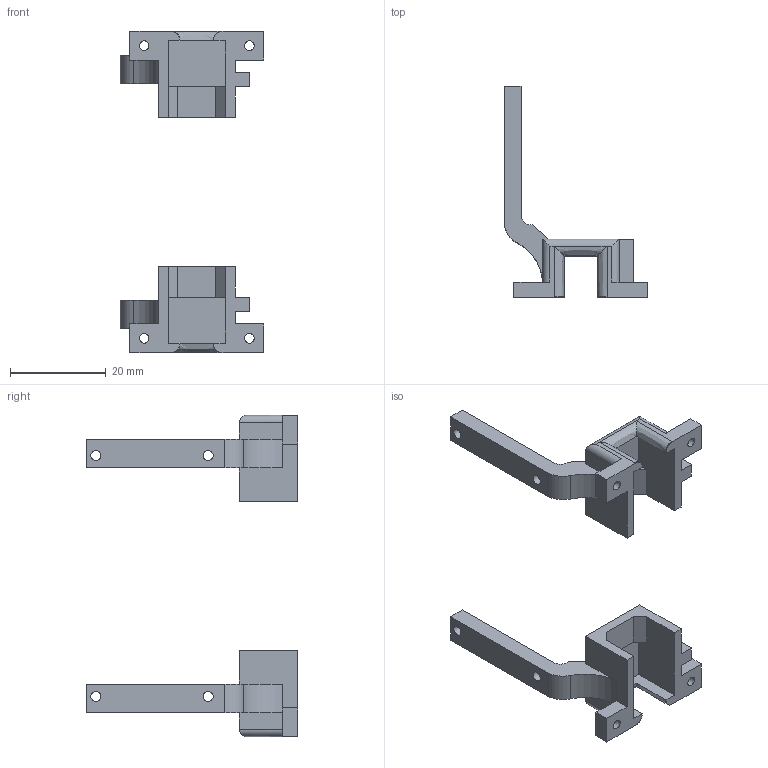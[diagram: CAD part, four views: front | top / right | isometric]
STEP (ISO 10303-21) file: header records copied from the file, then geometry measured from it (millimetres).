
FILE_DESCRIPTION(/* description */ (''),/* implementation_level */ '2;1');
FILE_NAME(/* name */ 'Motor holder V3 v38.step',/* time_stamp */ '2024-12-17T23:38:33+01:00',/* author */ (''),/* organization */ (''),/* preprocessor_version */ 'ST-DEVELOPER v20',/* originating_system */ 'Autodesk Translation Framework v13.20.0.188',/* authorisation */ '');
FILE_SCHEMA (('AUTOMOTIVE_DESIGN { 1 0 10303 214 3 1 1 }'));
Length unit declared in the file: millimetre
Products named in the file (1): Motor holder V3
Bounding box: 30 x 44.2 x 67.2 mm (x, y, z)
Volume: 5018.4 mm3; surface area: 5411.2 mm2
Topology: 2 solids, 2 shells, 96 faces, 268 edges, 176 vertices
Faces by surface type: plane 66, cylinder 20, bspline 10
Full cylindrical faces by diameter (mm): 2 x4, 2.1 x4
Entity records: 3469 total; most frequent: CARTESIAN_POINT 961, ORIENTED_EDGE 536, DIRECTION 460, EDGE_CURVE 268, LINE 214, VECTOR 214, VERTEX_POINT 176, AXIS2_PLACEMENT_3D 123
